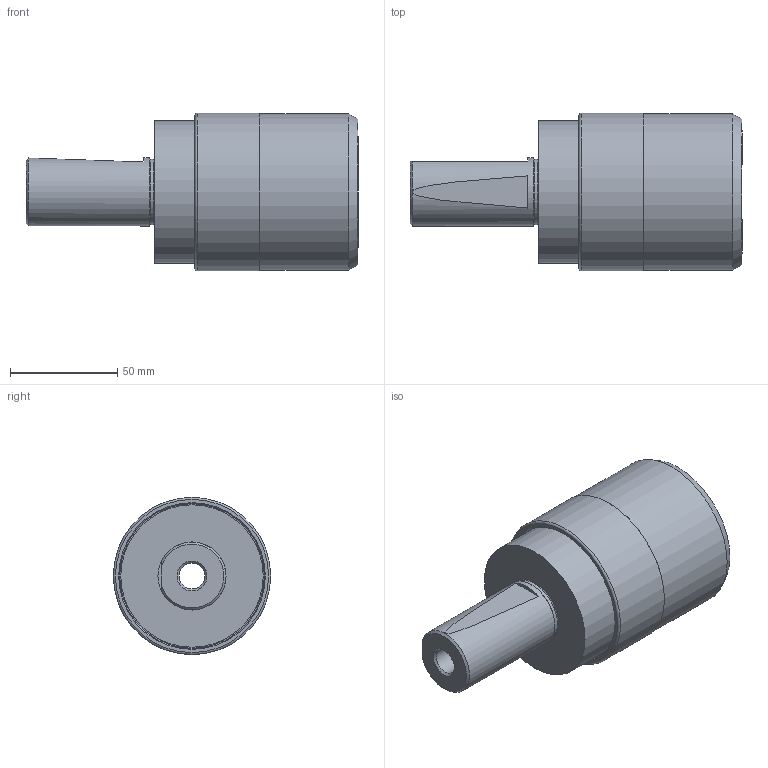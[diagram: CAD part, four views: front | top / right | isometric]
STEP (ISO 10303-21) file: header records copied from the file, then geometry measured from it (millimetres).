
FILE_DESCRIPTION(/* description */ (''),/* implementation_level */ '2;1');
FILE_NAME(/* name */ 'S125-RT3-0375.stp',/* time_stamp */ '2019-08-02T09:40:50-05:00',/* author */ ('ldfli'),/* organization */ (''),/* preprocessor_version */ 'ST-DEVELOPER v18',/* originating_system */ 'Autodesk Inventor LT',/* authorisation */ '');
FILE_SCHEMA (('AUTOMOTIVE_DESIGN { 1 0 10303 214 3 1 1 }'));
Length unit declared in the file: millimetre
Products named in the file (1): S125-RT3-0375
Bounding box: 155 x 73.5 x 73.5 mm (x, y, z)
Volume: 288255.1 mm3; surface area: 67435.3 mm2
Topology: 1 solids, 2 shells, 60 faces, 177 edges, 126 vertices
Faces by surface type: plane 20, cone 16, cylinder 16, torus 8
Full cylindrical faces by diameter (mm): 12 x1, 30.75 x1, 31.75 x1, 48 x1, 49 x1, 59.6 x1, 60 x4, 64 x1, 66.5 x2, 67.5 x1, 73 x1, 73.5 x1
Entity records: 2189 total; most frequent: CARTESIAN_POINT 412, DIRECTION 406, ORIENTED_EDGE 354, AXIS2_PLACEMENT_3D 178, EDGE_CURVE 177, VERTEX_POINT 126, CIRCLE 115, EDGE_LOOP 69
